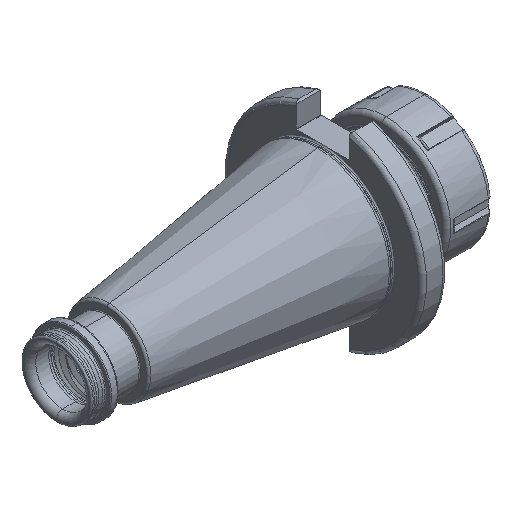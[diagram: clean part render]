
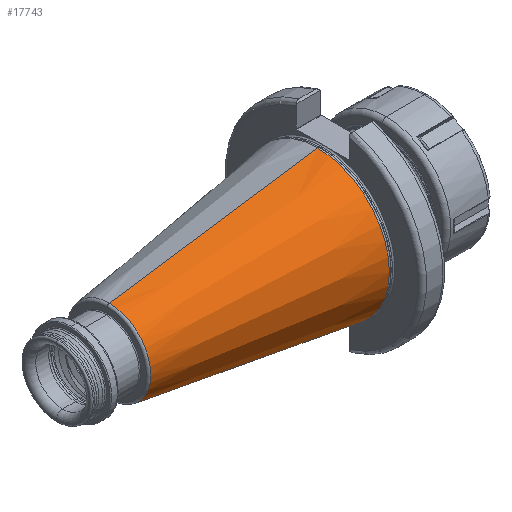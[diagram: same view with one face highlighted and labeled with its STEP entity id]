
A CAD part, isometric view. The second image highlights one B-rep face of the part: STEP entity #17743.
In plain terms, the highlighted conical face has half-angle 8.297 degrees and reference radius 35.027 mm.
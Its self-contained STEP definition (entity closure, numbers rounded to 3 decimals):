
#842 = FACE_OUTER_BOUND ( 'NONE', #19683, .T. ) ;
#898 = CONICAL_SURFACE ( 'NONE', #15510, 35.027, 0.145 ) ;
#1825 = LINE ( 'NONE', #4491, #1826 ) ;
#1826 = VECTOR ( 'NONE', #4468, 1000. ) ;
#1843 = LINE ( 'NONE', #4640, #1855 ) ;
#1855 = VECTOR ( 'NONE', #4661, 1000. ) ;
#2086 = CIRCLE ( 'NONE', #14708, 35.027 ) ;
#2116 = CIRCLE ( 'NONE', #14870, 20.207 ) ;
#3218 = DIRECTION ( 'NONE',  ( 0., 0., 1. ) ) ;
#3234 = CARTESIAN_POINT ( 'NONE',  ( -8.5, 0., 0. ) ) ;
#3240 = DIRECTION ( 'NONE',  ( -1., 0., 0. ) ) ;
#3440 = CARTESIAN_POINT ( 'NONE',  ( -110.123, 0., 0. ) ) ;
#3493 = DIRECTION ( 'NONE',  ( -1., 0., 0. ) ) ;
#3510 = DIRECTION ( 'NONE',  ( 0., 0., 1. ) ) ;
#4468 = DIRECTION ( 'NONE',  ( 0.99, 0., 0.144 ) ) ;
#4491 = CARTESIAN_POINT ( 'NONE',  ( -8.5, 0., 35.027 ) ) ;
#4640 = CARTESIAN_POINT ( 'NONE',  ( -8.5, 0., -35.027 ) ) ;
#4661 = DIRECTION ( 'NONE',  ( 0.99, 0., -0.144 ) ) ;
#7128 = DIRECTION ( 'NONE',  ( 0., 0., -1. ) ) ;
#7132 = CARTESIAN_POINT ( 'NONE',  ( -8.5, 0., 0. ) ) ;
#7141 = DIRECTION ( 'NONE',  ( 1., 0., 0. ) ) ;
#13436 = EDGE_CURVE ( 'NONE', #19848, #19839, #1825, .T. ) ;
#13444 = EDGE_CURVE ( 'NONE', #19847, #19842, #1843, .T. ) ;
#14001 = EDGE_CURVE ( 'NONE', #19842, #19839, #2086, .T. ) ;
#14058 = EDGE_CURVE ( 'NONE', #19847, #19848, #2116, .T. ) ;
#14708 = AXIS2_PLACEMENT_3D ( 'NONE', #3234, #3240, #3218 ) ;
#14870 = AXIS2_PLACEMENT_3D ( 'NONE', #3440, #3493, #3510 ) ;
#15510 = AXIS2_PLACEMENT_3D ( 'NONE', #7132, #7141, #7128 ) ;
#15900 = ORIENTED_EDGE ( 'NONE', *, *, #14058, .F. ) ;
#15901 = ORIENTED_EDGE ( 'NONE', *, *, #14001, .T. ) ;
#15905 = ORIENTED_EDGE ( 'NONE', *, *, #13444, .T. ) ;
#15920 = ORIENTED_EDGE ( 'NONE', *, *, #13436, .F. ) ;
#17042 = CARTESIAN_POINT ( 'NONE',  ( -8.5, 0., -35.027 ) ) ;
#17061 = CARTESIAN_POINT ( 'NONE',  ( -110.123, 0., 20.207 ) ) ;
#17072 = CARTESIAN_POINT ( 'NONE',  ( -8.5, 0., 35.027 ) ) ;
#17073 = CARTESIAN_POINT ( 'NONE',  ( -110.123, 0., -20.207 ) ) ;
#17743 = ADVANCED_FACE ( 'NONE', ( #842 ), #898, .T. ) ;
#19683 = EDGE_LOOP ( 'NONE', ( #15920, #15900, #15905, #15901 ) ) ;
#19839 = VERTEX_POINT ( 'NONE', #17072 ) ;
#19842 = VERTEX_POINT ( 'NONE', #17042 ) ;
#19847 = VERTEX_POINT ( 'NONE', #17073 ) ;
#19848 = VERTEX_POINT ( 'NONE', #17061 ) ;
